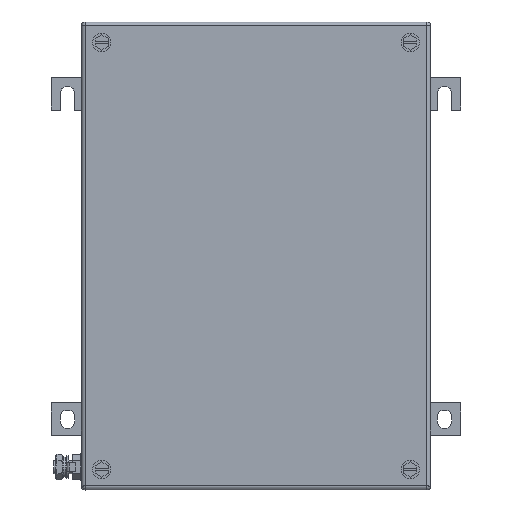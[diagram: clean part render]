
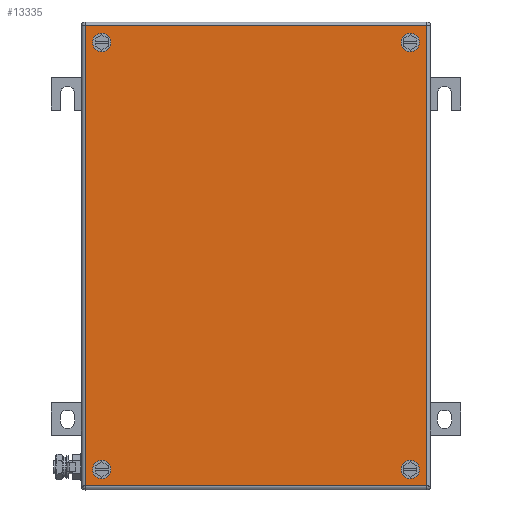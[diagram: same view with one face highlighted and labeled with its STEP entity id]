
A CAD part, top view. The second image highlights one B-rep face of the part: STEP entity #13335.
In plain terms, the highlighted planar face has unit normal (0, 0, 1).
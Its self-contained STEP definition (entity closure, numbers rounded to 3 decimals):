
#13209=AXIS2_PLACEMENT_3D('Circle Axis2P3D',#13207,#13208,$) ;
#13236=AXIS2_PLACEMENT_3D('Plane Axis2P3D',#13233,#13234,#13235) ;
#13274=AXIS2_PLACEMENT_3D('Circle Axis2P3D',#13272,#13273,$) ;
#13283=AXIS2_PLACEMENT_3D('Circle Axis2P3D',#13281,#13282,$) ;
#13292=AXIS2_PLACEMENT_3D('Circle Axis2P3D',#13290,#13291,$) ;
#13301=AXIS2_PLACEMENT_3D('Circle Axis2P3D',#13299,#13300,$) ;
#13310=AXIS2_PLACEMENT_3D('Circle Axis2P3D',#13308,#13309,$) ;
#13319=AXIS2_PLACEMENT_3D('Circle Axis2P3D',#13317,#13318,$) ;
#13328=AXIS2_PLACEMENT_3D('Circle Axis2P3D',#13326,#13327,$) ;
#13204=CARTESIAN_POINT('Vertex',(41.5,340.,203.5)) ;
#13207=CARTESIAN_POINT('Axis2P3D Location',(38.,340.,203.5)) ;
#13211=CARTESIAN_POINT('Vertex',(34.5,340.,203.5)) ;
#13233=CARTESIAN_POINT('Axis2P3D Location',(155.5,177.5,203.5)) ;
#13238=CARTESIAN_POINT('Line Origine',(155.5,352.,203.5)) ;
#13242=CARTESIAN_POINT('Vertex',(285.,352.,203.5)) ;
#13244=CARTESIAN_POINT('Vertex',(26.,352.,203.5)) ;
#13247=CARTESIAN_POINT('Line Origine',(26.,177.5,203.5)) ;
#13251=CARTESIAN_POINT('Vertex',(26.,3.,203.5)) ;
#13254=CARTESIAN_POINT('Line Origine',(155.5,3.,203.5)) ;
#13258=CARTESIAN_POINT('Vertex',(285.,3.,203.5)) ;
#13261=CARTESIAN_POINT('Line Origine',(285.,177.5,203.5)) ;
#13272=CARTESIAN_POINT('Axis2P3D Location',(38.,340.,203.5)) ;
#13281=CARTESIAN_POINT('Axis2P3D Location',(38.,15.,203.5)) ;
#13285=CARTESIAN_POINT('Vertex',(34.5,15.,203.5)) ;
#13287=CARTESIAN_POINT('Vertex',(41.5,15.,203.5)) ;
#13290=CARTESIAN_POINT('Axis2P3D Location',(38.,15.,203.5)) ;
#13299=CARTESIAN_POINT('Axis2P3D Location',(273.,15.,203.5)) ;
#13303=CARTESIAN_POINT('Vertex',(276.5,15.,203.5)) ;
#13305=CARTESIAN_POINT('Vertex',(269.5,15.,203.5)) ;
#13308=CARTESIAN_POINT('Axis2P3D Location',(273.,15.,203.5)) ;
#13317=CARTESIAN_POINT('Axis2P3D Location',(273.,340.,203.5)) ;
#13321=CARTESIAN_POINT('Vertex',(276.5,340.,203.5)) ;
#13323=CARTESIAN_POINT('Vertex',(269.5,340.,203.5)) ;
#13326=CARTESIAN_POINT('Axis2P3D Location',(273.,340.,203.5)) ;
#13208=DIRECTION('Axis2P3D Direction',(0.,0.,1.)) ;
#13234=DIRECTION('Axis2P3D Direction',(0.,0.,1.)) ;
#13235=DIRECTION('Axis2P3D XDirection',(1.,0.,0.)) ;
#13239=DIRECTION('Vector Direction',(1.,0.,0.)) ;
#13248=DIRECTION('Vector Direction',(0.,-1.,0.)) ;
#13255=DIRECTION('Vector Direction',(1.,0.,0.)) ;
#13262=DIRECTION('Vector Direction',(0.,1.,0.)) ;
#13273=DIRECTION('Axis2P3D Direction',(0.,0.,1.)) ;
#13282=DIRECTION('Axis2P3D Direction',(0.,0.,1.)) ;
#13291=DIRECTION('Axis2P3D Direction',(0.,0.,1.)) ;
#13300=DIRECTION('Axis2P3D Direction',(0.,0.,1.)) ;
#13309=DIRECTION('Axis2P3D Direction',(0.,0.,1.)) ;
#13318=DIRECTION('Axis2P3D Direction',(0.,0.,1.)) ;
#13327=DIRECTION('Axis2P3D Direction',(0.,0.,1.)) ;
#13240=VECTOR('Line Direction',#13239,1.) ;
#13249=VECTOR('Line Direction',#13248,1.) ;
#13256=VECTOR('Line Direction',#13255,1.) ;
#13263=VECTOR('Line Direction',#13262,1.) ;
#13267=ORIENTED_EDGE('',*,*,#13246,.T.) ;
#13268=ORIENTED_EDGE('',*,*,#13253,.T.) ;
#13269=ORIENTED_EDGE('',*,*,#13260,.T.) ;
#13270=ORIENTED_EDGE('',*,*,#13265,.T.) ;
#13278=ORIENTED_EDGE('',*,*,#13276,.F.) ;
#13279=ORIENTED_EDGE('',*,*,#13213,.F.) ;
#13296=ORIENTED_EDGE('',*,*,#13289,.F.) ;
#13297=ORIENTED_EDGE('',*,*,#13294,.F.) ;
#13314=ORIENTED_EDGE('',*,*,#13307,.F.) ;
#13315=ORIENTED_EDGE('',*,*,#13312,.F.) ;
#13332=ORIENTED_EDGE('',*,*,#13325,.F.) ;
#13333=ORIENTED_EDGE('',*,*,#13330,.F.) ;
#13280=FACE_BOUND('',#13277,.T.) ;
#13298=FACE_BOUND('',#13295,.T.) ;
#13316=FACE_BOUND('',#13313,.T.) ;
#13334=FACE_BOUND('',#13331,.T.) ;
#13335=ADVANCED_FACE('ZUB_KTB_FS_352620_0GP_AllCATPart.1\\ZUB_DE_KTB_FS_260x260.1\\DE_KTB_MH_PART_MASTER.1\\Koerper.2',(#13271,#13280,#13298,#13316,#13334),#13237,.T.) ;
#13210=CIRCLE('generated circle',#13209,3.5) ;
#13275=CIRCLE('generated circle',#13274,3.5) ;
#13284=CIRCLE('generated circle',#13283,3.5) ;
#13293=CIRCLE('generated circle',#13292,3.5) ;
#13302=CIRCLE('generated circle',#13301,3.5) ;
#13311=CIRCLE('generated circle',#13310,3.5) ;
#13320=CIRCLE('generated circle',#13319,3.5) ;
#13329=CIRCLE('generated circle',#13328,3.5) ;
#13213=EDGE_CURVE('',#13205,#13212,#13210,.T.) ;
#13246=EDGE_CURVE('',#13243,#13245,#13241,.F.) ;
#13253=EDGE_CURVE('',#13245,#13252,#13250,.T.) ;
#13260=EDGE_CURVE('',#13252,#13259,#13257,.T.) ;
#13265=EDGE_CURVE('',#13259,#13243,#13264,.T.) ;
#13276=EDGE_CURVE('',#13212,#13205,#13275,.T.) ;
#13289=EDGE_CURVE('',#13286,#13288,#13284,.T.) ;
#13294=EDGE_CURVE('',#13288,#13286,#13293,.T.) ;
#13307=EDGE_CURVE('',#13304,#13306,#13302,.T.) ;
#13312=EDGE_CURVE('',#13306,#13304,#13311,.T.) ;
#13325=EDGE_CURVE('',#13322,#13324,#13320,.T.) ;
#13330=EDGE_CURVE('',#13324,#13322,#13329,.T.) ;
#13266=EDGE_LOOP('',(#13267,#13268,#13269,#13270)) ;
#13277=EDGE_LOOP('',(#13278,#13279)) ;
#13295=EDGE_LOOP('',(#13296,#13297)) ;
#13313=EDGE_LOOP('',(#13314,#13315)) ;
#13331=EDGE_LOOP('',(#13332,#13333)) ;
#13271=FACE_OUTER_BOUND('',#13266,.T.) ;
#13241=LINE('Line',#13238,#13240) ;
#13250=LINE('Line',#13247,#13249) ;
#13257=LINE('Line',#13254,#13256) ;
#13264=LINE('Line',#13261,#13263) ;
#13237=PLANE('',#13236) ;
#13205=VERTEX_POINT('',#13204) ;
#13212=VERTEX_POINT('',#13211) ;
#13243=VERTEX_POINT('',#13242) ;
#13245=VERTEX_POINT('',#13244) ;
#13252=VERTEX_POINT('',#13251) ;
#13259=VERTEX_POINT('',#13258) ;
#13286=VERTEX_POINT('',#13285) ;
#13288=VERTEX_POINT('',#13287) ;
#13304=VERTEX_POINT('',#13303) ;
#13306=VERTEX_POINT('',#13305) ;
#13322=VERTEX_POINT('',#13321) ;
#13324=VERTEX_POINT('',#13323) ;
